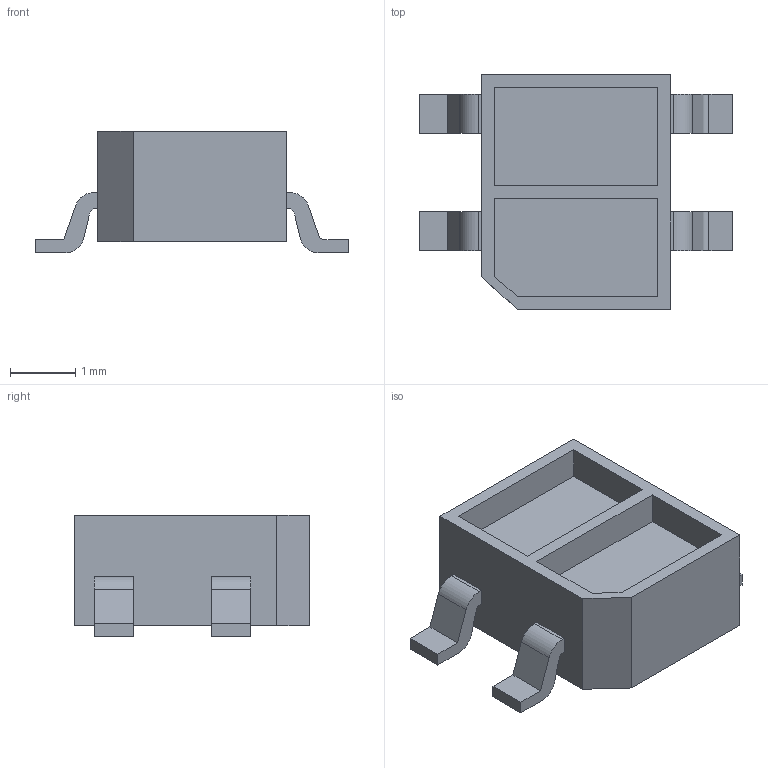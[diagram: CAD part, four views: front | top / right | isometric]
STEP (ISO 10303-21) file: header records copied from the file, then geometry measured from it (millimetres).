
FILE_DESCRIPTION (( 'STEP AP214' ), '1' );
FILE_NAME ('QRE1113GR.STEP', '2022-12-06T15:27:20', ( '' ), ( '' ), 'SwSTEP 2.0', 'SolidWorks 2022', '' );
FILE_SCHEMA (( 'AUTOMOTIVE_DESIGN' ));
Length unit declared in the file: millimetre
Products named in the file (1): QRE1113GR
Bounding box: 4.8 x 3.6 x 1.87 mm (x, y, z)
Volume: 14.6 mm3; surface area: 59.3 mm2
Topology: 1 solids, 1 shells, 68 faces, 180 edges, 120 vertices
Faces by surface type: plane 54, cylinder 14
Entity records: 2676 total; most frequent: CARTESIAN_POINT 369, ORIENTED_EDGE 360, DIRECTION 346, EDGE_CURVE 180, LINE 152, VECTOR 152, VERTEX_POINT 120, AXIS2_PLACEMENT_3D 97
